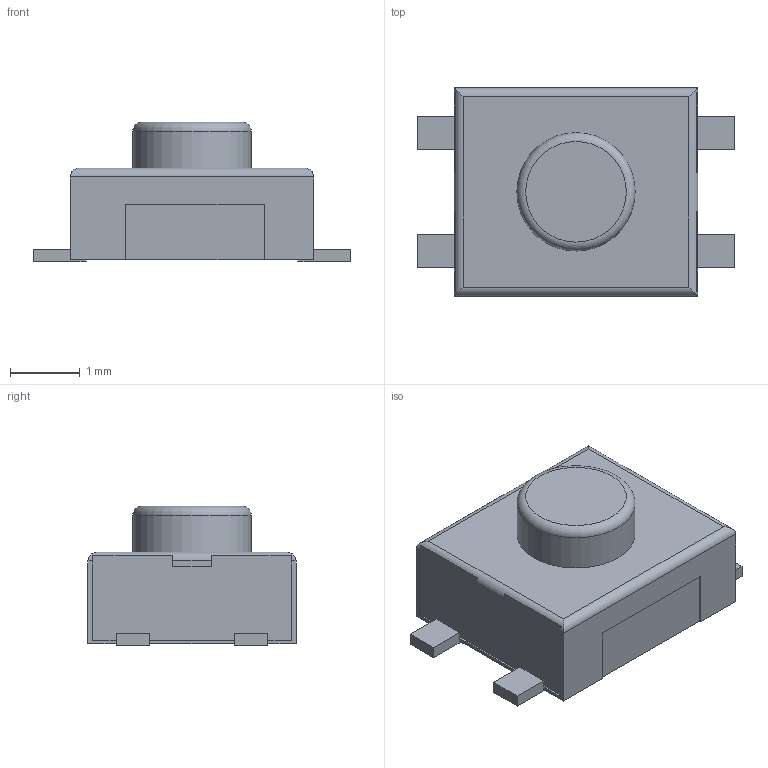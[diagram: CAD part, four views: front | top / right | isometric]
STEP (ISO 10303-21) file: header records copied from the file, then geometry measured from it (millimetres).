
FILE_DESCRIPTION(/* description */ ('Unknown'),/* implementation_level */ '2;1');
FILE_NAME(/* name */ '3x4x2mm',/* time_stamp */ '2018-10-30T14:41:09-04:00',/* author */ ('Unknown'),/* organization */ ('Unknown'),/* preprocessor_version */ 'ST-DEVELOPER v16.7',/* originating_system */ 'DEX',/* authorisation */ $);
FILE_SCHEMA (('AUTOMOTIVE_DESIGN {1 0 10303 214 3 1 1}'));
Length unit declared in the file: millimetre
Products named in the file (1): 3x4x2mm
Bounding box: 4.57 x 3 x 2.01 mm (x, y, z)
Volume: 15.1 mm3; surface area: 53.5 mm2
Topology: 1 solids, 21 shells, 241 faces, 582 edges, 384 vertices
Faces by surface type: plane 196, bspline 39, cylinder 5, torus 1
Full cylindrical faces by diameter (mm): 1.702 x1
Entity records: 9852 total; most frequent: CARTESIAN_POINT 3165, ORIENTED_EDGE 1150, DIRECTION 732, EDGE_CURVE 575, VERTEX_POINT 383, LINE 296, VECTOR 296, B_SPLINE_CURVE_WITH_KNOTS 264
